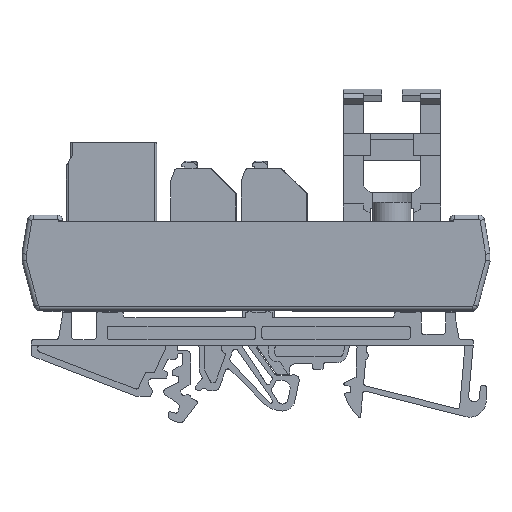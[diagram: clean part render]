
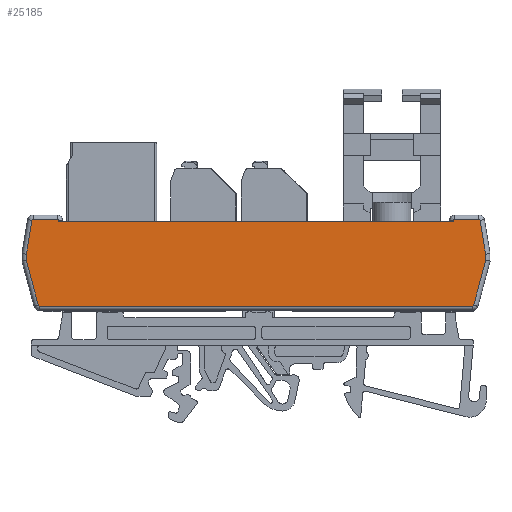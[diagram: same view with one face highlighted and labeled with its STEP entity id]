
A CAD part, left-side view. The second image highlights one B-rep face of the part: STEP entity #25185.
In plain terms, the highlighted face is planar.
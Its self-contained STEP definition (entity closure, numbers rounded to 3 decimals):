
#859=CIRCLE('',#27037,0.205);
#860=CIRCLE('',#27038,0.205);
#861=CIRCLE('',#27039,0.205);
#862=CIRCLE('',#27040,0.205);
#863=CIRCLE('',#27041,0.205);
#864=CIRCLE('',#27042,0.205);
#2113=FACE_OUTER_BOUND('',#3467,.T.);
#3467=EDGE_LOOP('',(#19206,#19207,#19208,#19209,#19210,#19211,#19212,#19213,
#19214,#19215,#19216,#19217,#19218,#19219,#19220,#19221,#19222,#19223));
#5464=LINE('',#38736,#8339);
#5465=LINE('',#38738,#8340);
#5466=LINE('',#38742,#8341);
#5467=LINE('',#38746,#8342);
#5468=LINE('',#38748,#8343);
#5469=LINE('',#38750,#8344);
#5470=LINE('',#38754,#8345);
#5471=LINE('',#38758,#8346);
#5472=LINE('',#38760,#8347);
#5473=LINE('',#38762,#8348);
#5474=LINE('',#38766,#8349);
#5475=LINE('',#38769,#8350);
#8339=VECTOR('',#31278,1.);
#8340=VECTOR('',#31279,1.);
#8341=VECTOR('',#31282,1.);
#8342=VECTOR('',#31285,1.);
#8343=VECTOR('',#31286,1.);
#8344=VECTOR('',#31287,1.);
#8345=VECTOR('',#31290,1.);
#8346=VECTOR('',#31293,1.);
#8347=VECTOR('',#31294,1.);
#8348=VECTOR('',#31295,1.);
#8349=VECTOR('',#31298,1.);
#8350=VECTOR('',#31301,1.);
#11097=VERTEX_POINT('',#38734);
#11098=VERTEX_POINT('',#38735);
#11099=VERTEX_POINT('',#38737);
#11100=VERTEX_POINT('',#38739);
#11101=VERTEX_POINT('',#38741);
#11102=VERTEX_POINT('',#38743);
#11103=VERTEX_POINT('',#38745);
#11104=VERTEX_POINT('',#38747);
#11105=VERTEX_POINT('',#38749);
#11106=VERTEX_POINT('',#38751);
#11107=VERTEX_POINT('',#38753);
#11108=VERTEX_POINT('',#38755);
#11109=VERTEX_POINT('',#38757);
#11110=VERTEX_POINT('',#38759);
#11111=VERTEX_POINT('',#38761);
#11112=VERTEX_POINT('',#38763);
#11113=VERTEX_POINT('',#38765);
#11114=VERTEX_POINT('',#38767);
#14059=EDGE_CURVE('',#11097,#11098,#5464,.T.);
#14060=EDGE_CURVE('',#11098,#11099,#5465,.T.);
#14061=EDGE_CURVE('',#11099,#11100,#859,.T.);
#14062=EDGE_CURVE('',#11100,#11101,#5466,.T.);
#14063=EDGE_CURVE('',#11101,#11102,#860,.T.);
#14064=EDGE_CURVE('',#11102,#11103,#5467,.T.);
#14065=EDGE_CURVE('',#11103,#11104,#5468,.T.);
#14066=EDGE_CURVE('',#11104,#11105,#5469,.T.);
#14067=EDGE_CURVE('',#11105,#11106,#861,.T.);
#14068=EDGE_CURVE('',#11106,#11107,#5470,.T.);
#14069=EDGE_CURVE('',#11107,#11108,#862,.T.);
#14070=EDGE_CURVE('',#11108,#11109,#5471,.T.);
#14071=EDGE_CURVE('',#11109,#11110,#5472,.T.);
#14072=EDGE_CURVE('',#11110,#11111,#5473,.T.);
#14073=EDGE_CURVE('',#11111,#11112,#863,.T.);
#14074=EDGE_CURVE('',#11112,#11113,#5474,.T.);
#14075=EDGE_CURVE('',#11113,#11114,#864,.T.);
#14076=EDGE_CURVE('',#11114,#11097,#5475,.T.);
#19206=ORIENTED_EDGE('',*,*,#14059,.T.);
#19207=ORIENTED_EDGE('',*,*,#14060,.T.);
#19208=ORIENTED_EDGE('',*,*,#14061,.T.);
#19209=ORIENTED_EDGE('',*,*,#14062,.T.);
#19210=ORIENTED_EDGE('',*,*,#14063,.T.);
#19211=ORIENTED_EDGE('',*,*,#14064,.T.);
#19212=ORIENTED_EDGE('',*,*,#14065,.T.);
#19213=ORIENTED_EDGE('',*,*,#14066,.T.);
#19214=ORIENTED_EDGE('',*,*,#14067,.T.);
#19215=ORIENTED_EDGE('',*,*,#14068,.T.);
#19216=ORIENTED_EDGE('',*,*,#14069,.T.);
#19217=ORIENTED_EDGE('',*,*,#14070,.T.);
#19218=ORIENTED_EDGE('',*,*,#14071,.T.);
#19219=ORIENTED_EDGE('',*,*,#14072,.T.);
#19220=ORIENTED_EDGE('',*,*,#14073,.T.);
#19221=ORIENTED_EDGE('',*,*,#14074,.T.);
#19222=ORIENTED_EDGE('',*,*,#14075,.T.);
#19223=ORIENTED_EDGE('',*,*,#14076,.T.);
#24087=PLANE('',#27036);
#25185=ADVANCED_FACE('',(#2113),#24087,.F.);
#27036=AXIS2_PLACEMENT_3D('',#38733,#31276,#31277);
#27037=AXIS2_PLACEMENT_3D('',#38740,#31280,#31281);
#27038=AXIS2_PLACEMENT_3D('',#38744,#31283,#31284);
#27039=AXIS2_PLACEMENT_3D('',#38752,#31288,#31289);
#27040=AXIS2_PLACEMENT_3D('',#38756,#31291,#31292);
#27041=AXIS2_PLACEMENT_3D('',#38764,#31296,#31297);
#27042=AXIS2_PLACEMENT_3D('',#38768,#31299,#31300);
#31276=DIRECTION('center_axis',(0.,0.,-1.));
#31277=DIRECTION('ref_axis',(0.,-1.,0.));
#31278=DIRECTION('',(-1.,0.,0.));
#31279=DIRECTION('',(0.,1.,0.));
#31280=DIRECTION('center_axis',(0.,0.,1.));
#31281=DIRECTION('ref_axis',(-1.,0.,0.));
#31282=DIRECTION('',(-1.,0.,0.));
#31283=DIRECTION('center_axis',(0.,0.,1.));
#31284=DIRECTION('ref_axis',(-1.,0.,0.));
#31285=DIRECTION('',(-0.163,-0.987,0.));
#31286=DIRECTION('',(0.,-1.,0.));
#31287=DIRECTION('',(0.259,-0.966,0.));
#31288=DIRECTION('center_axis',(0.,0.,1.));
#31289=DIRECTION('ref_axis',(-1.,0.,0.));
#31290=DIRECTION('',(1.,0.,0.));
#31291=DIRECTION('center_axis',(0.,0.,1.));
#31292=DIRECTION('ref_axis',(-1.,0.,0.));
#31293=DIRECTION('',(0.259,0.966,0.));
#31294=DIRECTION('',(0.,1.,0.));
#31295=DIRECTION('',(-0.163,0.987,0.));
#31296=DIRECTION('center_axis',(0.,0.,1.));
#31297=DIRECTION('ref_axis',(-1.,0.,0.));
#31298=DIRECTION('',(-1.,0.,0.));
#31299=DIRECTION('center_axis',(0.,0.,1.));
#31300=DIRECTION('ref_axis',(-1.,0.,0.));
#31301=DIRECTION('',(0.,-1.,0.));
#38733=CARTESIAN_POINT('Origin',(-44.118,16.502,0.8));
#38734=CARTESIAN_POINT('',(36.514,16.502,0.8));
#38735=CARTESIAN_POINT('',(-36.514,16.502,0.8));
#38736=CARTESIAN_POINT('',(35.714,16.502,0.8));
#38737=CARTESIAN_POINT('',(-36.514,16.699,0.8));
#38738=CARTESIAN_POINT('',(-36.514,16.502,0.8));
#38739=CARTESIAN_POINT('',(-36.719,16.902,0.8));
#38740=CARTESIAN_POINT('Origin',(-36.719,16.698,0.8));
#38741=CARTESIAN_POINT('',(-41.167,16.902,0.8));
#38742=CARTESIAN_POINT('',(-41.167,16.902,0.8));
#38743=CARTESIAN_POINT('',(-41.369,16.731,0.8));
#38744=CARTESIAN_POINT('Origin',(-41.167,16.698,0.8));
#38745=CARTESIAN_POINT('',(-42.402,10.483,0.8));
#38746=CARTESIAN_POINT('',(-42.413,10.418,0.8));
#38747=CARTESIAN_POINT('',(-42.402,9.308,0.8));
#38748=CARTESIAN_POINT('',(-42.402,9.203,0.8));
#38749=CARTESIAN_POINT('',(-40.189,1.05,0.8));
#38750=CARTESIAN_POINT('',(-40.189,1.05,0.8));
#38751=CARTESIAN_POINT('',(-39.991,0.899,0.8));
#38752=CARTESIAN_POINT('Origin',(-39.991,1.103,0.8));
#38753=CARTESIAN_POINT('',(39.991,0.899,0.8));
#38754=CARTESIAN_POINT('',(39.991,0.899,0.8));
#38755=CARTESIAN_POINT('',(40.189,1.05,0.8));
#38756=CARTESIAN_POINT('Origin',(39.991,1.103,0.8));
#38757=CARTESIAN_POINT('',(42.402,9.308,0.8));
#38758=CARTESIAN_POINT('',(38.405,-5.609,0.8));
#38759=CARTESIAN_POINT('',(42.402,10.483,0.8));
#38760=CARTESIAN_POINT('',(42.402,16.502,0.8));
#38761=CARTESIAN_POINT('',(41.369,16.731,0.8));
#38762=CARTESIAN_POINT('',(39.133,30.263,0.8));
#38763=CARTESIAN_POINT('',(41.167,16.902,0.8));
#38764=CARTESIAN_POINT('Origin',(41.167,16.698,0.8));
#38765=CARTESIAN_POINT('',(36.719,16.902,0.8));
#38766=CARTESIAN_POINT('',(-44.118,16.902,0.8));
#38767=CARTESIAN_POINT('',(36.514,16.699,0.8));
#38768=CARTESIAN_POINT('Origin',(36.719,16.698,0.8));
#38769=CARTESIAN_POINT('',(36.514,16.502,0.8));
